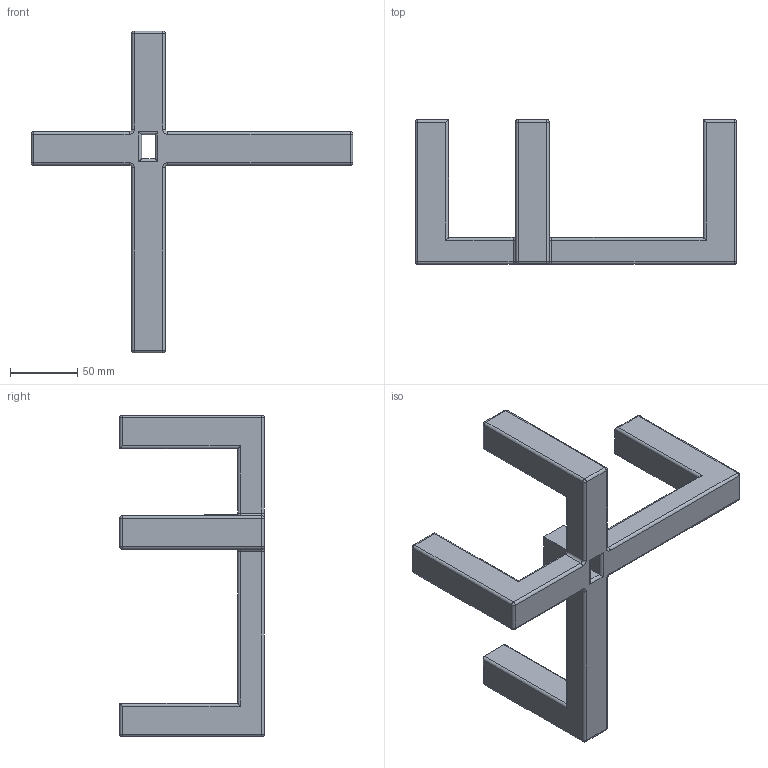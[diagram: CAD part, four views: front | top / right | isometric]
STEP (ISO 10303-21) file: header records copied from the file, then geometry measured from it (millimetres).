
FILE_DESCRIPTION(('FreeCAD Model'),'2;1');
FILE_NAME('Open CASCADE Shape Model','2026-02-09T13:04:09',(''),(''), 'Open CASCADE STEP processor 7.9','FreeCAD','Unknown');
FILE_SCHEMA(('AUTOMOTIVE_DESIGN { 1 0 10303 214 1 1 1 1 }'));
Length unit declared in the file: millimetre
Products named in the file (1): final-ada-pusher-cuts
Bounding box: 240 x 108 x 240 mm (x, y, z)
Volume: 444667.2 mm3; surface area: 79404.4 mm2
Topology: 1 solids, 1 shells, 123 faces, 280 edges, 148 vertices
Faces by surface type: cylinder 56, plane 39, sphere 16, torus 8, cone 4
Entity records: 3276 total; most frequent: DIRECTION 616, CARTESIAN_POINT 540, ORIENTED_EDGE 528, EDGE_CURVE 264, AXIS2_PLACEMENT_3D 232, LINE 152, VECTOR 152, VERTEX_POINT 148
